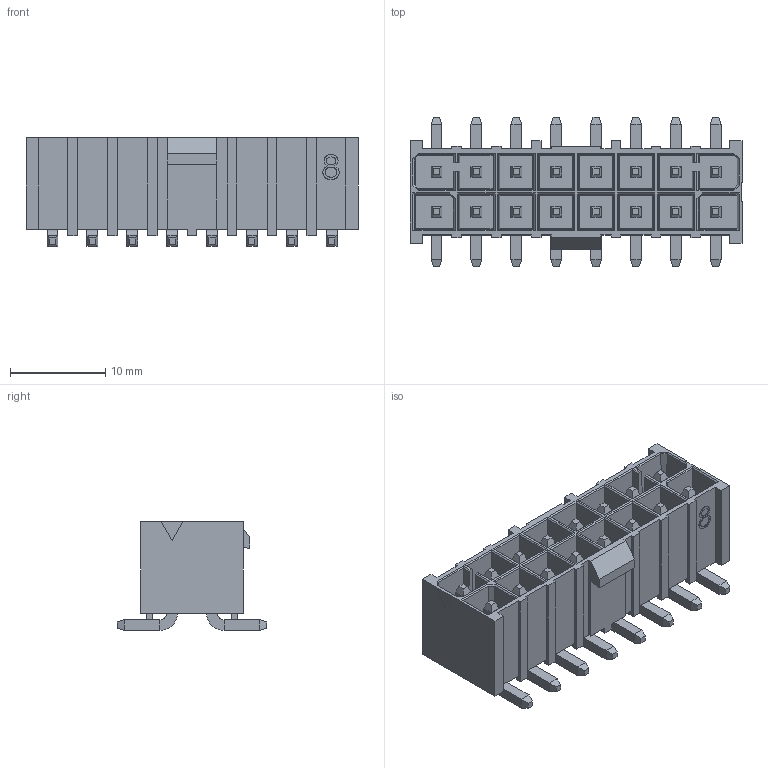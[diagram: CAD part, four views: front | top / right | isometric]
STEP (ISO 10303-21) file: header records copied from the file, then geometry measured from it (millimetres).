
FILE_DESCRIPTION( ('This file contains a STEP AP42 implementation' ,'as created by ZW3D STEP Interface translator.') ,'2;1' );
FILE_NAME( 'WF41901A-2WM08XXB01.stp' ,'24 1 8.172247', (''), ('ZWCAD Software Co.'), 'Version 1.0', 'ZW3D to STEP translator', '' );
FILE_SCHEMA(('AUTOMOTIVE_DESIGN { 1 0 10303 214 1 1 1 1 }'));
Length unit declared in the file: millimetre
Products named in the file (2): 0; WF41901A-2WM08XXB01
Bounding box: 34.87 x 15.75 x 11.44 mm (x, y, z)
Volume: 1717.1 mm3; surface area: 4600.6 mm2
Topology: 1 solids, 1 shells, 1039 faces, 2609 edges, 1652 vertices
Faces by surface type: plane 969, cylinder 38, bspline 32
Entity records: 31353 total; most frequent: CARTESIAN_POINT 5627, ORIENTED_EDGE 5218, DIRECTION 4663, EDGE_CURVE 2609, VECTOR 2495, LINE 2495, VERTEX_POINT 1652, EDGE_LOOP 1119
